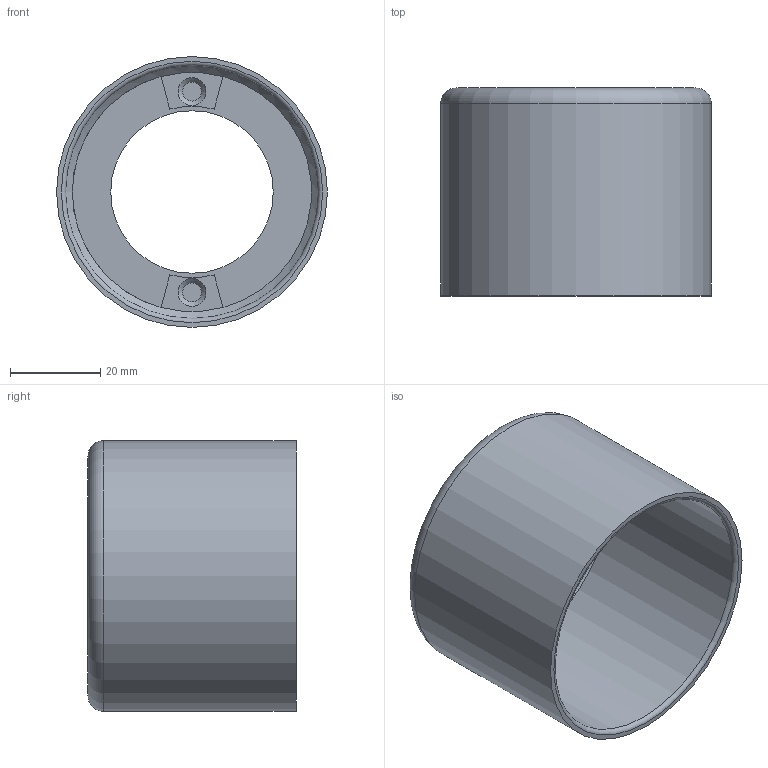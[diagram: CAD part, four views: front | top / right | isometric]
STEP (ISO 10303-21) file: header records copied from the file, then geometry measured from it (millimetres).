
FILE_DESCRIPTION(/* description */ (''),/* implementation_level */ '2;1');
FILE_NAME(/* name */ 'outher_shell.step',/* time_stamp */ '2024-05-05T15:52:20+02:00',/* author */ (''),/* organization */ (''),/* preprocessor_version */ 'ST-DEVELOPER v20',/* originating_system */ 'Autodesk Translation Framework v12.20.1.177',/* authorisation */ '');
FILE_SCHEMA (('AUTOMOTIVE_DESIGN { 1 0 10303 214 3 1 1 }'));
Length unit declared in the file: millimetre
Products named in the file (1): outher_shell
Bounding box: 60 x 46.1 x 60 mm (x, y, z)
Volume: 21761.6 mm3; surface area: 19850.8 mm2
Topology: 1 solids, 1 shells, 25 faces, 54 edges, 34 vertices
Faces by surface type: plane 11, cylinder 9, cone 3, torus 2
Full cylindrical faces by diameter (mm): 4.2 x2, 36 x1, 56 x1, 60 x1
Entity records: 734 total; most frequent: DIRECTION 136, CARTESIAN_POINT 114, ORIENTED_EDGE 108, AXIS2_PLACEMENT_3D 56, EDGE_CURVE 54, VERTEX_POINT 34, EDGE_LOOP 30, CIRCLE 30
